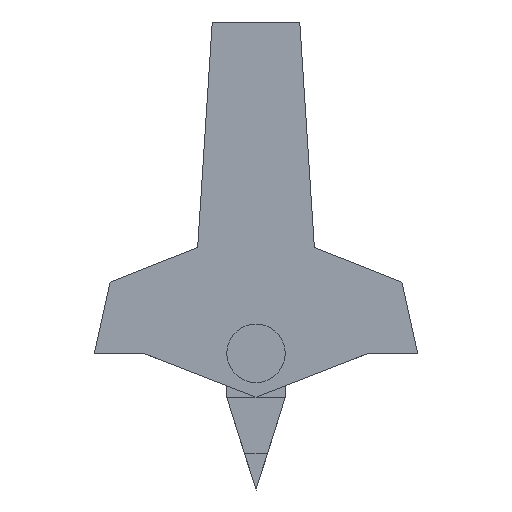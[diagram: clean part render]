
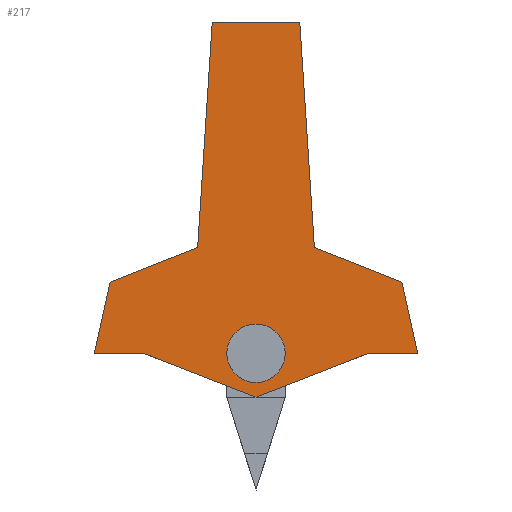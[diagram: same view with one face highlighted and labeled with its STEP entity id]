
A CAD part, front view. The second image highlights one B-rep face of the part: STEP entity #217.
In plain terms, the highlighted planar face has unit normal (0, -1, 0).
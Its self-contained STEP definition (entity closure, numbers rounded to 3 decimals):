
#24 = VERTEX_POINT('',#25);
#25 = CARTESIAN_POINT('',(-11.085,-7.,-7.25));
#31 = EDGE_CURVE('',#24,#32,#34,.T.);
#32 = VERTEX_POINT('',#33);
#33 = CARTESIAN_POINT('',(-10.,-7.,-2.37));
#34 = LINE('',#35,#36);
#35 = CARTESIAN_POINT('',(-11.085,-7.,-7.25));
#36 = VECTOR('',#37,1.);
#37 = DIRECTION('',(0.217,0.,0.976));
#62 = EDGE_CURVE('',#24,#63,#65,.T.);
#63 = VERTEX_POINT('',#64);
#64 = CARTESIAN_POINT('',(-7.685,-7.,-7.25));
#65 = LINE('',#66,#67);
#66 = CARTESIAN_POINT('',(-11.085,-7.,-7.25));
#67 = VECTOR('',#68,1.);
#68 = DIRECTION('',(1.,0.,0.));
#93 = EDGE_CURVE('',#32,#94,#96,.T.);
#94 = VERTEX_POINT('',#95);
#95 = CARTESIAN_POINT('',(-4.,-7.,0.));
#96 = LINE('',#97,#98);
#97 = CARTESIAN_POINT('',(-10.,-7.,-2.37));
#98 = VECTOR('',#99,1.);
#99 = DIRECTION('',(0.93,0.,0.367));
#217 = ADVANCED_FACE('',(#218,#285),#296,.F.);
#218 = FACE_BOUND('',#219,.F.);
#219 = EDGE_LOOP('',(#220,#221,#222,#230,#238,#246,#254,#262,#270,#278,
    #284));
#220 = ORIENTED_EDGE('',*,*,#31,.T.);
#221 = ORIENTED_EDGE('',*,*,#93,.T.);
#222 = ORIENTED_EDGE('',*,*,#223,.T.);
#223 = EDGE_CURVE('',#94,#224,#226,.T.);
#224 = VERTEX_POINT('',#225);
#225 = CARTESIAN_POINT('',(-3.,-7.,15.45));
#226 = LINE('',#227,#228);
#227 = CARTESIAN_POINT('',(-4.,-7.,0.));
#228 = VECTOR('',#229,1.);
#229 = DIRECTION('',(0.065,0.,0.998));
#230 = ORIENTED_EDGE('',*,*,#231,.T.);
#231 = EDGE_CURVE('',#224,#232,#234,.T.);
#232 = VERTEX_POINT('',#233);
#233 = CARTESIAN_POINT('',(3.,-7.,15.45));
#234 = LINE('',#235,#236);
#235 = CARTESIAN_POINT('',(-3.,-7.,15.45));
#236 = VECTOR('',#237,1.);
#237 = DIRECTION('',(1.,0.,0.));
#238 = ORIENTED_EDGE('',*,*,#239,.T.);
#239 = EDGE_CURVE('',#232,#240,#242,.T.);
#240 = VERTEX_POINT('',#241);
#241 = CARTESIAN_POINT('',(4.,-7.,0.));
#242 = LINE('',#243,#244);
#243 = CARTESIAN_POINT('',(3.,-7.,15.45));
#244 = VECTOR('',#245,1.);
#245 = DIRECTION('',(0.065,0.,-0.998));
#246 = ORIENTED_EDGE('',*,*,#247,.T.);
#247 = EDGE_CURVE('',#240,#248,#250,.T.);
#248 = VERTEX_POINT('',#249);
#249 = CARTESIAN_POINT('',(10.,-7.,-2.37));
#250 = LINE('',#251,#252);
#251 = CARTESIAN_POINT('',(4.,-7.,0.));
#252 = VECTOR('',#253,1.);
#253 = DIRECTION('',(0.93,0.,-0.367));
#254 = ORIENTED_EDGE('',*,*,#255,.T.);
#255 = EDGE_CURVE('',#248,#256,#258,.T.);
#256 = VERTEX_POINT('',#257);
#257 = CARTESIAN_POINT('',(11.085,-7.,-7.25));
#258 = LINE('',#259,#260);
#259 = CARTESIAN_POINT('',(10.,-7.,-2.37));
#260 = VECTOR('',#261,1.);
#261 = DIRECTION('',(0.217,0.,-0.976));
#262 = ORIENTED_EDGE('',*,*,#263,.F.);
#263 = EDGE_CURVE('',#264,#256,#266,.T.);
#264 = VERTEX_POINT('',#265);
#265 = CARTESIAN_POINT('',(7.685,-7.,-7.25));
#266 = LINE('',#267,#268);
#267 = CARTESIAN_POINT('',(7.685,-7.,-7.25));
#268 = VECTOR('',#269,1.);
#269 = DIRECTION('',(1.,0.,0.));
#270 = ORIENTED_EDGE('',*,*,#271,.F.);
#271 = EDGE_CURVE('',#272,#264,#274,.T.);
#272 = VERTEX_POINT('',#273);
#273 = CARTESIAN_POINT('',(0.,-7.,-10.25));
#274 = LINE('',#275,#276);
#275 = CARTESIAN_POINT('',(0.,-7.,-10.25));
#276 = VECTOR('',#277,1.);
#277 = DIRECTION('',(0.932,0.,0.364));
#278 = ORIENTED_EDGE('',*,*,#279,.F.);
#279 = EDGE_CURVE('',#63,#272,#280,.T.);
#280 = LINE('',#281,#282);
#281 = CARTESIAN_POINT('',(-7.685,-7.,-7.25));
#282 = VECTOR('',#283,1.);
#283 = DIRECTION('',(0.932,0.,-0.364));
#284 = ORIENTED_EDGE('',*,*,#62,.F.);
#285 = FACE_BOUND('',#286,.F.);
#286 = EDGE_LOOP('',(#287));
#287 = ORIENTED_EDGE('',*,*,#288,.T.);
#288 = EDGE_CURVE('',#289,#289,#291,.T.);
#289 = VERTEX_POINT('',#290);
#290 = CARTESIAN_POINT('',(2.,-7.,-7.25));
#291 = CIRCLE('',#292,2.);
#292 = AXIS2_PLACEMENT_3D('',#293,#294,#295);
#293 = CARTESIAN_POINT('',(0.,-7.,-7.25));
#294 = DIRECTION('',(0.,-1.,0.));
#295 = DIRECTION('',(1.,0.,0.));
#296 = PLANE('',#297);
#297 = AXIS2_PLACEMENT_3D('',#298,#299,#300);
#298 = CARTESIAN_POINT('',(0.,-7.,0.9));
#299 = DIRECTION('',(0.,1.,0.));
#300 = DIRECTION('',(0.,0.,1.));
